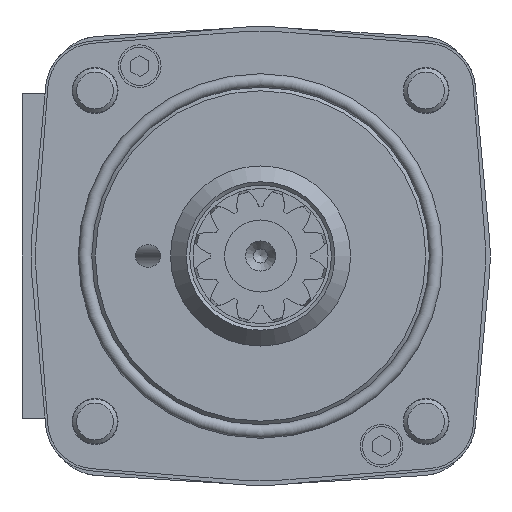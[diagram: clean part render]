
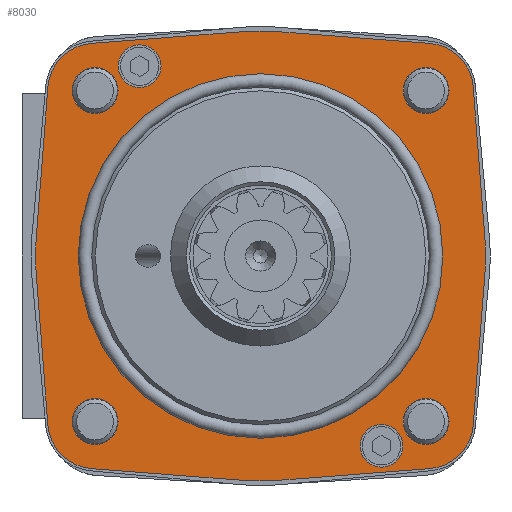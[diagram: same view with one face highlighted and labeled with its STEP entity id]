
A CAD part, left-side view. The second image highlights one B-rep face of the part: STEP entity #8030.
In plain terms, the highlighted planar face has unit normal (-1, 0, 0).
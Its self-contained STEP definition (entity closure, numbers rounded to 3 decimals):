
#928=LINE('',#14367,#1367);
#933=LINE('',#14382,#1372);
#937=LINE('',#14394,#1376);
#941=LINE('',#14406,#1380);
#945=LINE('',#14418,#1384);
#949=LINE('',#14430,#1388);
#953=LINE('',#14442,#1392);
#957=LINE('',#14454,#1396);
#1367=VECTOR('',#11221,1000.);
#1372=VECTOR('',#11234,1000.);
#1376=VECTOR('',#11246,1000.);
#1380=VECTOR('',#11258,1000.);
#1384=VECTOR('',#11270,1000.);
#1388=VECTOR('',#11282,1000.);
#1392=VECTOR('',#11294,1000.);
#1396=VECTOR('',#11306,1000.);
#3523=ORIENTED_EDGE('',*,*,#4717,.T.);
#3524=ORIENTED_EDGE('',*,*,#4718,.T.);
#3525=ORIENTED_EDGE('',*,*,#4719,.T.);
#3526=ORIENTED_EDGE('',*,*,#4720,.T.);
#3527=ORIENTED_EDGE('',*,*,#4721,.T.);
#3528=ORIENTED_EDGE('',*,*,#4722,.T.);
#3529=ORIENTED_EDGE('',*,*,#4723,.T.);
#3530=ORIENTED_EDGE('',*,*,#4663,.F.);
#3531=ORIENTED_EDGE('',*,*,#4709,.F.);
#3532=ORIENTED_EDGE('',*,*,#4706,.F.);
#3533=ORIENTED_EDGE('',*,*,#4703,.F.);
#3534=ORIENTED_EDGE('',*,*,#4700,.F.);
#3535=ORIENTED_EDGE('',*,*,#4697,.F.);
#3536=ORIENTED_EDGE('',*,*,#4694,.F.);
#3537=ORIENTED_EDGE('',*,*,#4691,.F.);
#3538=ORIENTED_EDGE('',*,*,#4688,.F.);
#3539=ORIENTED_EDGE('',*,*,#4685,.F.);
#3540=ORIENTED_EDGE('',*,*,#4682,.F.);
#3541=ORIENTED_EDGE('',*,*,#4679,.F.);
#3542=ORIENTED_EDGE('',*,*,#4676,.F.);
#3543=ORIENTED_EDGE('',*,*,#4673,.F.);
#3544=ORIENTED_EDGE('',*,*,#4670,.F.);
#3545=ORIENTED_EDGE('',*,*,#4667,.F.);
#4663=EDGE_CURVE('',#5485,#5486,#928,.T.);
#4667=EDGE_CURVE('',#5486,#5489,#5993,.T.);
#4670=EDGE_CURVE('',#5489,#5491,#933,.T.);
#4673=EDGE_CURVE('',#5491,#5493,#5995,.T.);
#4676=EDGE_CURVE('',#5493,#5495,#937,.T.);
#4679=EDGE_CURVE('',#5495,#5497,#5997,.T.);
#4682=EDGE_CURVE('',#5497,#5499,#941,.T.);
#4685=EDGE_CURVE('',#5499,#5501,#5999,.T.);
#4688=EDGE_CURVE('',#5501,#5503,#945,.T.);
#4691=EDGE_CURVE('',#5503,#5505,#6001,.T.);
#4694=EDGE_CURVE('',#5505,#5507,#949,.T.);
#4697=EDGE_CURVE('',#5507,#5509,#6003,.T.);
#4700=EDGE_CURVE('',#5509,#5511,#953,.T.);
#4703=EDGE_CURVE('',#5511,#5513,#6005,.T.);
#4706=EDGE_CURVE('',#5513,#5515,#957,.T.);
#4709=EDGE_CURVE('',#5515,#5485,#6007,.T.);
#4717=EDGE_CURVE('',#5523,#5523,#6014,.T.);
#4718=EDGE_CURVE('',#5524,#5524,#6015,.T.);
#4719=EDGE_CURVE('',#5525,#5525,#6016,.T.);
#4720=EDGE_CURVE('',#5526,#5526,#6017,.T.);
#4721=EDGE_CURVE('',#5527,#5527,#6018,.T.);
#4722=EDGE_CURVE('',#5528,#5528,#6019,.T.);
#4723=EDGE_CURVE('',#5529,#5529,#6020,.T.);
#5485=VERTEX_POINT('',#14368);
#5486=VERTEX_POINT('',#14369);
#5489=VERTEX_POINT('',#14377);
#5491=VERTEX_POINT('',#14383);
#5493=VERTEX_POINT('',#14389);
#5495=VERTEX_POINT('',#14395);
#5497=VERTEX_POINT('',#14401);
#5499=VERTEX_POINT('',#14407);
#5501=VERTEX_POINT('',#14413);
#5503=VERTEX_POINT('',#14419);
#5505=VERTEX_POINT('',#14425);
#5507=VERTEX_POINT('',#14431);
#5509=VERTEX_POINT('',#14437);
#5511=VERTEX_POINT('',#14443);
#5513=VERTEX_POINT('',#14449);
#5515=VERTEX_POINT('',#14455);
#5523=VERTEX_POINT('',#14477);
#5524=VERTEX_POINT('',#14479);
#5525=VERTEX_POINT('',#14481);
#5526=VERTEX_POINT('',#14483);
#5527=VERTEX_POINT('',#14485);
#5528=VERTEX_POINT('',#14487);
#5529=VERTEX_POINT('',#14489);
#5993=CIRCLE('',#9002,50.);
#5995=CIRCLE('',#9006,10.5);
#5997=CIRCLE('',#9010,50.);
#5999=CIRCLE('',#9014,10.5);
#6001=CIRCLE('',#9018,50.);
#6003=CIRCLE('',#9022,10.5);
#6005=CIRCLE('',#9026,50.);
#6007=CIRCLE('',#9030,10.5);
#6014=CIRCLE('',#9040,39.);
#6015=CIRCLE('',#9041,4.75);
#6016=CIRCLE('',#9042,4.75);
#6017=CIRCLE('',#9043,5.1);
#6018=CIRCLE('',#9044,5.1);
#6019=CIRCLE('',#9045,5.1);
#6020=CIRCLE('',#9046,5.1);
#6637=EDGE_LOOP('',(#3523));
#6638=EDGE_LOOP('',(#3524));
#6639=EDGE_LOOP('',(#3525));
#6640=EDGE_LOOP('',(#3526));
#6641=EDGE_LOOP('',(#3527));
#6642=EDGE_LOOP('',(#3528));
#6643=EDGE_LOOP('',(#3529));
#6644=EDGE_LOOP('',(#3530,#3531,#3532,#3533,#3534,#3535,#3536,#3537,#3538,
#3539,#3540,#3541,#3542,#3543,#3544,#3545));
#7322=FACE_BOUND('',#6637,.T.);
#7323=FACE_BOUND('',#6638,.T.);
#7324=FACE_BOUND('',#6639,.T.);
#7325=FACE_BOUND('',#6640,.T.);
#7326=FACE_BOUND('',#6641,.T.);
#7327=FACE_BOUND('',#6642,.T.);
#7328=FACE_BOUND('',#6643,.T.);
#7329=FACE_BOUND('',#6644,.T.);
#7570=PLANE('',#9039);
#8030=ADVANCED_FACE('',(#7322,#7323,#7324,#7325,#7326,#7327,#7328,#7329),
#7570,.F.);
#9002=AXIS2_PLACEMENT_3D('',#14376,#11227,#11228);
#9006=AXIS2_PLACEMENT_3D('',#14388,#11239,#11240);
#9010=AXIS2_PLACEMENT_3D('',#14400,#11251,#11252);
#9014=AXIS2_PLACEMENT_3D('',#14412,#11263,#11264);
#9018=AXIS2_PLACEMENT_3D('',#14424,#11275,#11276);
#9022=AXIS2_PLACEMENT_3D('',#14436,#11287,#11288);
#9026=AXIS2_PLACEMENT_3D('',#14448,#11299,#11300);
#9030=AXIS2_PLACEMENT_3D('',#14460,#11311,#11312);
#9039=AXIS2_PLACEMENT_3D('',#14475,#11329,#11330);
#9040=AXIS2_PLACEMENT_3D('',#14476,#11331,#11332);
#9041=AXIS2_PLACEMENT_3D('',#14478,#11333,#11334);
#9042=AXIS2_PLACEMENT_3D('',#14480,#11335,#11336);
#9043=AXIS2_PLACEMENT_3D('',#14482,#11337,#11338);
#9044=AXIS2_PLACEMENT_3D('',#14484,#11339,#11340);
#9045=AXIS2_PLACEMENT_3D('',#14486,#11341,#11342);
#9046=AXIS2_PLACEMENT_3D('',#14488,#11343,#11344);
#11221=DIRECTION('',(0.,-0.997,0.077));
#11227=DIRECTION('',(1.,0.,0.));
#11228=DIRECTION('',(0.,0.,-1.));
#11234=DIRECTION('',(0.,-0.997,-0.077));
#11239=DIRECTION('',(1.,0.,0.));
#11240=DIRECTION('',(0.,0.,-1.));
#11246=DIRECTION('',(0.,-0.077,-0.997));
#11251=DIRECTION('',(1.,0.,0.));
#11252=DIRECTION('',(0.,0.,-1.));
#11258=DIRECTION('',(0.,0.077,-0.997));
#11263=DIRECTION('',(1.,0.,0.));
#11264=DIRECTION('',(0.,0.,-1.));
#11270=DIRECTION('',(0.,0.997,-0.077));
#11275=DIRECTION('',(1.,0.,0.));
#11276=DIRECTION('',(0.,0.,-1.));
#11282=DIRECTION('',(0.,0.997,0.077));
#11287=DIRECTION('',(1.,0.,0.));
#11288=DIRECTION('',(0.,0.,-1.));
#11294=DIRECTION('',(0.,0.077,0.997));
#11299=DIRECTION('',(1.,0.,0.));
#11300=DIRECTION('',(0.,0.,-1.));
#11306=DIRECTION('',(0.,-0.077,0.997));
#11311=DIRECTION('',(1.,0.,0.));
#11312=DIRECTION('',(0.,0.,-1.));
#11329=DIRECTION('',(1.,0.,0.));
#11330=DIRECTION('',(0.,0.,-1.));
#11331=DIRECTION('',(1.,0.,0.));
#11332=DIRECTION('',(0.,0.,-1.));
#11333=DIRECTION('',(1.,0.,0.));
#11334=DIRECTION('',(0.,0.,-1.));
#11335=DIRECTION('',(1.,0.,0.));
#11336=DIRECTION('',(0.,0.,-1.));
#11337=DIRECTION('',(1.,0.,0.));
#11338=DIRECTION('',(0.,0.,-1.));
#11339=DIRECTION('',(1.,0.,0.));
#11340=DIRECTION('',(0.,0.,-1.));
#11341=DIRECTION('',(1.,0.,0.));
#11342=DIRECTION('',(0.,0.,-1.));
#11343=DIRECTION('',(1.,0.,0.));
#11344=DIRECTION('',(0.,0.,-1.));
#14367=CARTESIAN_POINT('',(0.,37.581,47.238));
#14368=CARTESIAN_POINT('',(0.,37.581,47.238));
#14369=CARTESIAN_POINT('',(0.,3.862,49.851));
#14376=CARTESIAN_POINT('',(0.,0.,0.));
#14377=CARTESIAN_POINT('',(0.,-3.862,49.851));
#14382=CARTESIAN_POINT('',(0.,-3.862,49.851));
#14383=CARTESIAN_POINT('',(0.,-37.581,47.238));
#14388=CARTESIAN_POINT('',(0.,-36.77,36.77));
#14389=CARTESIAN_POINT('',(0.,-47.238,37.581));
#14394=CARTESIAN_POINT('',(0.,-47.238,37.581));
#14395=CARTESIAN_POINT('',(0.,-49.851,3.862));
#14400=CARTESIAN_POINT('',(0.,0.,0.));
#14401=CARTESIAN_POINT('',(0.,-49.851,-3.862));
#14406=CARTESIAN_POINT('',(0.,-49.851,-3.862));
#14407=CARTESIAN_POINT('',(0.,-47.238,-37.581));
#14412=CARTESIAN_POINT('',(0.,-36.77,-36.77));
#14413=CARTESIAN_POINT('',(0.,-37.581,-47.238));
#14418=CARTESIAN_POINT('',(0.,-37.581,-47.238));
#14419=CARTESIAN_POINT('',(0.,-3.862,-49.851));
#14424=CARTESIAN_POINT('',(0.,0.,0.));
#14425=CARTESIAN_POINT('',(0.,3.862,-49.851));
#14430=CARTESIAN_POINT('',(0.,3.862,-49.851));
#14431=CARTESIAN_POINT('',(0.,37.581,-47.238));
#14436=CARTESIAN_POINT('',(0.,36.77,-36.77));
#14437=CARTESIAN_POINT('',(0.,47.238,-37.581));
#14442=CARTESIAN_POINT('',(0.,47.238,-37.581));
#14443=CARTESIAN_POINT('',(0.,49.851,-3.862));
#14448=CARTESIAN_POINT('',(0.,0.,0.));
#14449=CARTESIAN_POINT('',(0.,49.851,3.862));
#14454=CARTESIAN_POINT('',(0.,49.851,3.862));
#14455=CARTESIAN_POINT('',(0.,47.238,37.581));
#14460=CARTESIAN_POINT('',(0.,36.77,36.77));
#14475=CARTESIAN_POINT('',(0.,0.,0.));
#14476=CARTESIAN_POINT('',(0.,0.,0.));
#14477=CARTESIAN_POINT('',(0.,0.,-39.));
#14478=CARTESIAN_POINT('',(0.,-26.865,-42.17));
#14479=CARTESIAN_POINT('',(0.,-26.865,-46.92));
#14480=CARTESIAN_POINT('',(0.,26.865,42.17));
#14481=CARTESIAN_POINT('',(0.,26.865,37.42));
#14482=CARTESIAN_POINT('',(0.,-36.77,36.77));
#14483=CARTESIAN_POINT('',(0.,-36.77,31.67));
#14484=CARTESIAN_POINT('',(0.,-36.77,-36.77));
#14485=CARTESIAN_POINT('',(0.,-36.77,-41.87));
#14486=CARTESIAN_POINT('',(0.,36.77,-36.77));
#14487=CARTESIAN_POINT('',(0.,36.77,-41.87));
#14488=CARTESIAN_POINT('',(0.,36.77,36.77));
#14489=CARTESIAN_POINT('',(0.,36.77,31.67));
